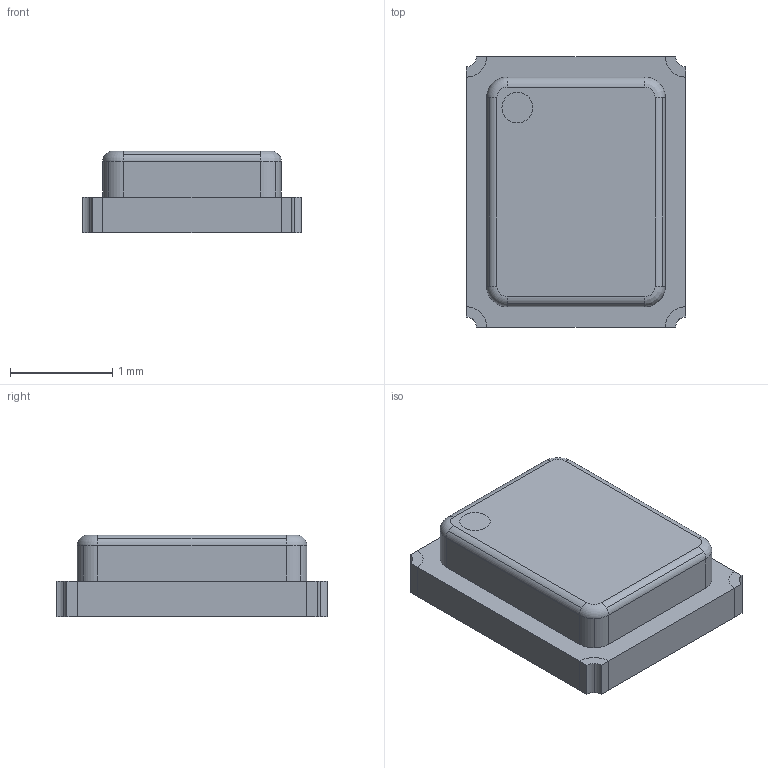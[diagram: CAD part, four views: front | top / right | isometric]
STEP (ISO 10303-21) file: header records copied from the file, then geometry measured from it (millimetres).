
FILE_DESCRIPTION((''),'2;1');
FILE_NAME('OSCCC200X250X90-4N.stp','2009-10-05T15:35:41',(''),(''),'Mechanical Desktop 2006','Mechanical Desktop 2006',', , ');
FILE_SCHEMA(('AUTOMOTIVE_DESIGN { 1 2 10303 214 0 1 1 1 }'));
Length unit declared in the file: millimetre
Products named in the file (1): Product
Bounding box: 2.15 x 2.65 x 0.8 mm (x, y, z)
Volume: 3.7 mm3; surface area: 33 mm2
Topology: 11 solids, 11 shells, 133 faces, 326 edges, 220 vertices
Faces by surface type: plane 77, cylinder 52, bspline 2, torus 2
Entity records: 4080 total; most frequent: CARTESIAN_POINT 764, DIRECTION 706, ORIENTED_EDGE 644, EDGE_CURVE 322, AXIS2_PLACEMENT_3D 248, VERTEX_POINT 212, VECTOR 210, LINE 210
